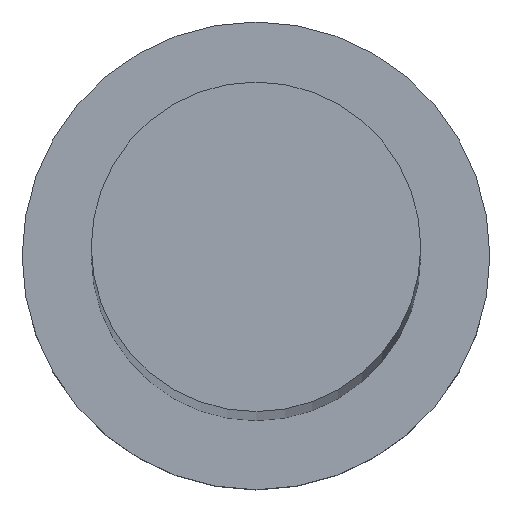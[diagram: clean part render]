
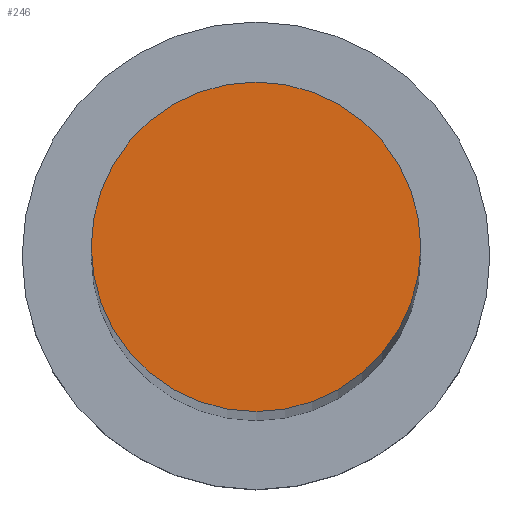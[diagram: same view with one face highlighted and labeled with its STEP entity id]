
A CAD part, top view. The second image highlights one B-rep face of the part: STEP entity #246.
In plain terms, the highlighted planar face has unit normal (0, 0, 1).
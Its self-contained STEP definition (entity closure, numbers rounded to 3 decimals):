
#25 = PLANE ( 'NONE',  #32 ) ;
#32 = AXIS2_PLACEMENT_3D ( 'NONE', #174, #250, #155 ) ;
#43 = FACE_OUTER_BOUND ( 'NONE', #116, .T. ) ;
#60 = AXIS2_PLACEMENT_3D ( 'NONE', #125, #147, #127 ) ;
#66 = VERTEX_POINT ( 'NONE', #98 ) ;
#98 = CARTESIAN_POINT ( 'NONE',  ( 7.75, 0., 250. ) ) ;
#100 = EDGE_CURVE ( 'NONE', #112, #66, #110, .T. ) ;
#110 = CIRCLE ( 'NONE', #60, 7.75 ) ;
#112 = VERTEX_POINT ( 'NONE', #219 ) ;
#116 = EDGE_LOOP ( 'NONE', ( #236, #253 ) ) ;
#125 = CARTESIAN_POINT ( 'NONE',  ( 0., 0., 250. ) ) ;
#127 = DIRECTION ( 'NONE',  ( 1., 0., 0. ) ) ;
#147 = DIRECTION ( 'NONE',  ( 0., 0., 1. ) ) ;
#155 = DIRECTION ( 'NONE',  ( 1., 0., 0. ) ) ;
#158 = EDGE_CURVE ( 'NONE', #66, #112, #215, .T. ) ;
#164 = CARTESIAN_POINT ( 'NONE',  ( 0., 0., 250. ) ) ;
#166 = DIRECTION ( 'NONE',  ( 0., 0., 1. ) ) ;
#169 = DIRECTION ( 'NONE',  ( 1., 0., 0. ) ) ;
#174 = CARTESIAN_POINT ( 'NONE',  ( 0., 0., 250. ) ) ;
#177 = AXIS2_PLACEMENT_3D ( 'NONE', #164, #166, #169 ) ;
#215 = CIRCLE ( 'NONE', #177, 7.75 ) ;
#219 = CARTESIAN_POINT ( 'NONE',  ( -7.75, 0., 250. ) ) ;
#236 = ORIENTED_EDGE ( 'NONE', *, *, #100, .T. ) ;
#246 = ADVANCED_FACE ( 'NONE', ( #43 ), #25, .T. ) ;
#250 = DIRECTION ( 'NONE',  ( 0., 0., 1. ) ) ;
#253 = ORIENTED_EDGE ( 'NONE', *, *, #158, .T. ) ;
